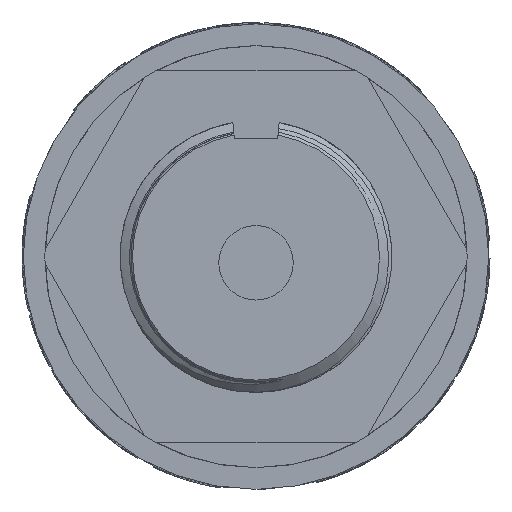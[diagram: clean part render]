
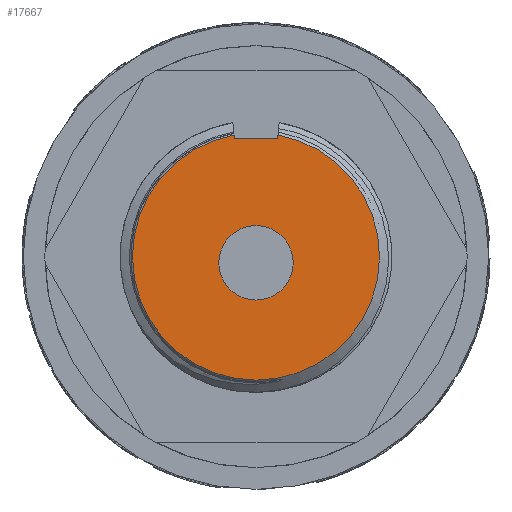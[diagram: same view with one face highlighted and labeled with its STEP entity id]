
A CAD part, front view. The second image highlights one B-rep face of the part: STEP entity #17667.
In plain terms, the highlighted planar face has unit normal (0, -1, 0).
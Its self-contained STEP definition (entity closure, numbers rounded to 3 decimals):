
#934=FACE_BOUND('',#4567,.T.);
#2554=CIRCLE('',#19092,3.);
#2558=CIRCLE('',#19100,9.95);
#3515=FACE_OUTER_BOUND('',#4566,.T.);
#4566=EDGE_LOOP('',(#16164,#16165,#16166,#16167));
#4567=EDGE_LOOP('',(#16168));
#4636=LINE('',#23281,#5622);
#5573=LINE('',#79592,#6559);
#5576=LINE('',#79711,#6562);
#5622=VECTOR('',#19221,10.);
#6559=VECTOR('',#22868,10.);
#6562=VECTOR('',#22873,10.);
#6622=VERTEX_POINT('',#23276);
#6623=VERTEX_POINT('',#23280);
#8296=VERTEX_POINT('',#79148);
#8304=VERTEX_POINT('',#79530);
#8305=VERTEX_POINT('',#79590);
#8394=EDGE_CURVE('',#6623,#6622,#4636,.T.);
#10915=EDGE_CURVE('',#8296,#8296,#2554,.T.);
#10928=EDGE_CURVE('',#8304,#6622,#2558,.T.);
#10931=EDGE_CURVE('',#8304,#8305,#5573,.T.);
#10940=EDGE_CURVE('',#8305,#6623,#5576,.T.);
#16164=ORIENTED_EDGE('',*,*,#10931,.T.);
#16165=ORIENTED_EDGE('',*,*,#10940,.T.);
#16166=ORIENTED_EDGE('',*,*,#8394,.T.);
#16167=ORIENTED_EDGE('',*,*,#10928,.F.);
#16168=ORIENTED_EDGE('',*,*,#10915,.T.);
#16712=PLANE('',#19103);
#17667=ADVANCED_FACE('',(#3515,#934),#16712,.T.);
#19092=AXIS2_PLACEMENT_3D('',#79149,#22845,#22846);
#19100=AXIS2_PLACEMENT_3D('',#79534,#22863,#22864);
#19103=AXIS2_PLACEMENT_3D('',#79712,#22874,#22875);
#19221=DIRECTION('',(-0.087,0.,0.996));
#22845=DIRECTION('center_axis',(0.,1.,0.));
#22846=DIRECTION('ref_axis',(-1.,0.,0.));
#22863=DIRECTION('center_axis',(0.,1.,0.));
#22864=DIRECTION('ref_axis',(0.,0.,
1.));
#22868=DIRECTION('',(-0.087,0.,-0.996));
#22873=DIRECTION('',(-1.,0.,0.));
#22874=DIRECTION('center_axis',(0.,-1.,0.));
#22875=DIRECTION('ref_axis',(-1.,0.,0.));
#23276=CARTESIAN_POINT('',(-1.775,-61.7,9.79));
#23280=CARTESIAN_POINT('',(-1.75,-61.7,9.5));
#23281=CARTESIAN_POINT('',(-1.547,-61.7,7.179));
#79148=CARTESIAN_POINT('',(3.,-61.7,-0.5));
#79149=CARTESIAN_POINT('Origin',(0.,-61.7,-0.5));
#79530=CARTESIAN_POINT('',(1.775,-61.7,9.79));
#79534=CARTESIAN_POINT('Origin',(0.,-61.7,0.));
#79590=CARTESIAN_POINT('',(1.75,-61.7,9.5));
#79592=CARTESIAN_POINT('',(1.606,-61.7,7.849));
#79711=CARTESIAN_POINT('',(0.875,-61.7,9.5));
#79712=CARTESIAN_POINT('Origin',(0.,-61.7,4.975));
